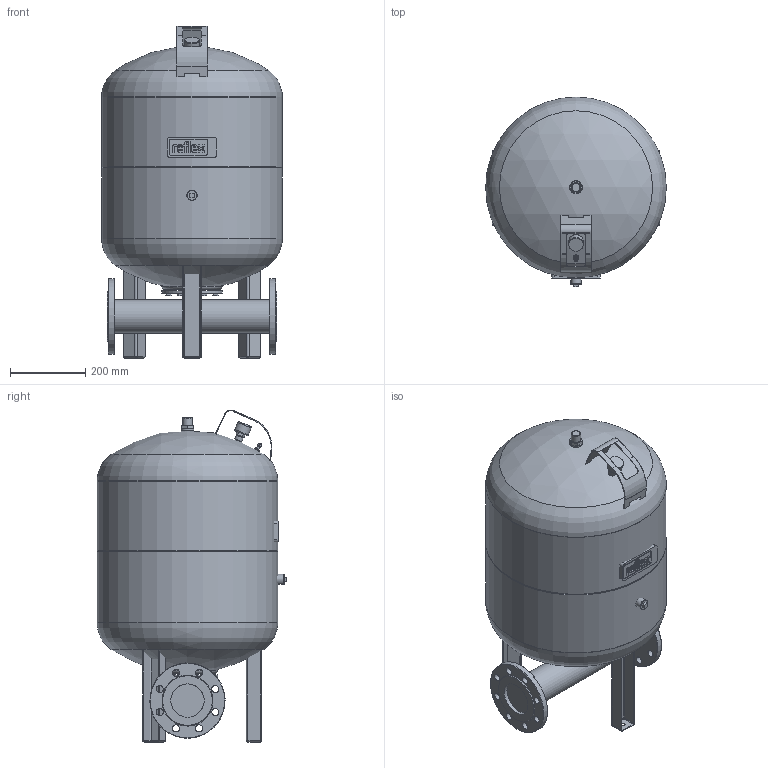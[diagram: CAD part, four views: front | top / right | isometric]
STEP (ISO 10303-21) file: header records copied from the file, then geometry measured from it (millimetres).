
FILE_DESCRIPTION(/* description */ (''),/* implementation_level */ '2;1');
FILE_NAME(/* name */ '3d_RefixDT100_16bar-7370102.stp',/* time_stamp */ '2022-07-06T14:39:30+02:00',/* author */ ('Andrzej'),/* organization */ (''),/* preprocessor_version */ 'ST-DEVELOPER v16.13',/* originating_system */ 'AutoCAD Mechanical',/* authorisation */ '');
FILE_SCHEMA (('AUTOMOTIVE_DESIGN { 1 0 10303 214 3 1 1 }'));
Length unit declared in the file: millimetre
Products named in the file (1): Product
Bounding box: 480 x 504 x 881.96 mm (x, y, z)
Volume: 104301897.8 mm3; surface area: 2492939.3 mm2
Topology: 25 solids, 25 shells, 574 faces, 1313 edges, 832 vertices
Faces by surface type: plane 297, cylinder 201, torus 32, cone 28, sphere 14, bspline 2
Full cylindrical faces by diameter (mm): 6 x1, 6.23 x1, 8 x13, 8.06 x1, 10 x1, 11 x2, 11.6 x6, 13 x3, 14 x1, 16 x6, 18 x1, 19 x16, 20 x1, 21.3 x2, 24.9 x1, 26.6 x1, 27 x1, 34 x1, 39 x1, 42.4 x2, 88.9 x3, 92 x1, 104 x1, 160 x1, 200 x2, 480 x4
Entity records: 15756 total; most frequent: CARTESIAN_POINT 2834, DIRECTION 2802, ORIENTED_EDGE 2338, EDGE_CURVE 1169, AXIS2_PLACEMENT_3D 1070, VERTEX_POINT 823, EDGE_LOOP 808, LINE 662
